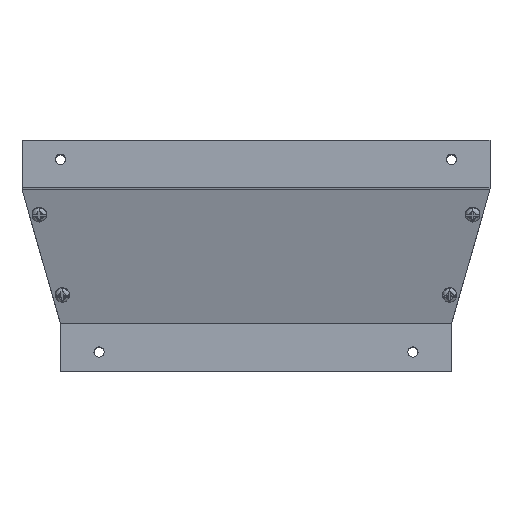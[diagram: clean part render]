
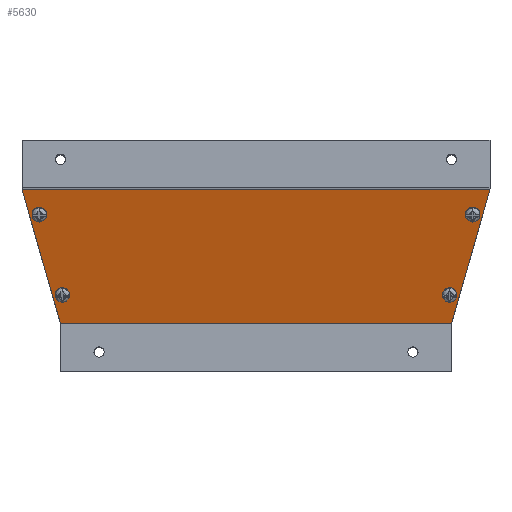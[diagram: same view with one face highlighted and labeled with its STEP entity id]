
A CAD part, top view. The second image highlights one B-rep face of the part: STEP entity #5630.
In plain terms, the highlighted planar face has unit normal (0, -0.275, 0.962).
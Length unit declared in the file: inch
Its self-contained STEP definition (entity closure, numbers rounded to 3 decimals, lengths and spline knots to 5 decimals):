
#65 = CIRCLE ( 'NONE', #7071, 0.125 ) ;
#185 = DIRECTION ( 'NONE',  ( 0., 0.275, -0.961 ) ) ;
#241 = VERTEX_POINT ( 'NONE', #8159 ) ;
#242 = EDGE_CURVE ( 'NONE', #544, #6528, #9028, .T. ) ;
#371 = LINE ( 'NONE', #13932, #12105 ) ;
#384 = AXIS2_PLACEMENT_3D ( 'NONE', #1541, #9311, #1407 ) ;
#402 = DIRECTION ( 'NONE',  ( 0., -0.961, -0.275 ) ) ;
#544 = VERTEX_POINT ( 'NONE', #9273 ) ;
#747 = CIRCLE ( 'NONE', #9151, 0.125 ) ;
#964 = CARTESIAN_POINT ( 'NONE',  ( -5.02696, -1.07201, 0.2852 ) ) ;
#1043 = ORIENTED_EDGE ( 'NONE', *, *, #6301, .T. ) ;
#1104 = AXIS2_PLACEMENT_3D ( 'NONE', #964, #8857, #13124 ) ;
#1407 = DIRECTION ( 'NONE',  ( 0., -0.961, -0.275 ) ) ;
#1447 = CIRCLE ( 'NONE', #5889, 0.125 ) ;
#1541 = CARTESIAN_POINT ( 'NONE',  ( -5.62454, 1.01357, 0.88165 ) ) ;
#2118 = EDGE_CURVE ( 'NONE', #12391, #3266, #1447, .T. ) ;
#2172 = EDGE_CURVE ( 'NONE', #10517, #241, #747, .T. ) ;
#2671 = VERTEX_POINT ( 'NONE', #7257 ) ;
#3232 = VECTOR ( 'NONE', #5144, 39.37008 ) ;
#3266 = VERTEX_POINT ( 'NONE', #4852 ) ;
#3427 = EDGE_CURVE ( 'NONE', #3811, #544, #10711, .T. ) ;
#3565 = CARTESIAN_POINT ( 'NONE',  ( 5.07407, -1.81262, 0.07339 ) ) ;
#3566 = DIRECTION ( 'NONE',  ( 0., -0.961, -0.275 ) ) ;
#3634 = ORIENTED_EDGE ( 'NONE', *, *, #7535, .T. ) ;
#3676 = VECTOR ( 'NONE', #10210, 39.37008 ) ;
#3691 = DIRECTION ( 'NONE',  ( 0., -0.961, -0.275 ) ) ;
#3811 = VERTEX_POINT ( 'NONE', #7880 ) ;
#3955 = CIRCLE ( 'NONE', #13776, 0.125 ) ;
#3969 = ORIENTED_EDGE ( 'NONE', *, *, #9499, .T. ) ;
#4005 = EDGE_LOOP ( 'NONE', ( #4721, #5707 ) ) ;
#4102 = CARTESIAN_POINT ( 'NONE',  ( 5.02696, -1.19219, 0.25082 ) ) ;
#4247 = CARTESIAN_POINT ( 'NONE',  ( 5.02696, -1.07201, 0.2852 ) ) ;
#4381 = DIRECTION ( 'NONE',  ( 0., -0.961, -0.275 ) ) ;
#4457 = EDGE_LOOP ( 'NONE', ( #11687, #7174 ) ) ;
#4513 = VERTEX_POINT ( 'NONE', #9830 ) ;
#4715 = CARTESIAN_POINT ( 'NONE',  ( 5.02696, -0.95183, 0.31957 ) ) ;
#4721 = ORIENTED_EDGE ( 'NONE', *, *, #4969, .T. ) ;
#4801 = CARTESIAN_POINT ( 'NONE',  ( -5.02696, -1.07201, 0.2852 ) ) ;
#4845 = DIRECTION ( 'NONE',  ( 0.266, -0.927, -0.265 ) ) ;
#4852 = CARTESIAN_POINT ( 'NONE',  ( 5.62454, 1.13375, 0.91602 ) ) ;
#4969 = EDGE_CURVE ( 'NONE', #2671, #6921, #3955, .T. ) ;
#5144 = DIRECTION ( 'NONE',  ( 1., 0., 0. ) ) ;
#5289 = DIRECTION ( 'NONE',  ( 0., -0.961, -0.275 ) ) ;
#5557 = CARTESIAN_POINT ( 'NONE',  ( -5.62454, 1.13375, 0.91602 ) ) ;
#5630 = ADVANCED_FACE ( 'NONE', ( #10282, #5884, #9239, #10354, #7998 ), #13723, .T. ) ;
#5707 = ORIENTED_EDGE ( 'NONE', *, *, #13475, .T. ) ;
#5884 = FACE_BOUND ( 'NONE', #4457, .T. ) ;
#5889 = AXIS2_PLACEMENT_3D ( 'NONE', #10297, #6839, #402 ) ;
#6301 = EDGE_CURVE ( 'NONE', #11840, #13644, #6957, .T. ) ;
#6448 = EDGE_LOOP ( 'NONE', ( #10667, #1043 ) ) ;
#6485 = LINE ( 'NONE', #10982, #3676 ) ;
#6528 = VERTEX_POINT ( 'NONE', #12460 ) ;
#6839 = DIRECTION ( 'NONE',  ( 0., 0.275, -0.961 ) ) ;
#6921 = VERTEX_POINT ( 'NONE', #5557 ) ;
#6957 = CIRCLE ( 'NONE', #13043, 0.125 ) ;
#6978 = CIRCLE ( 'NONE', #12836, 0.125 ) ;
#7071 = AXIS2_PLACEMENT_3D ( 'NONE', #7477, #7399, #5289 ) ;
#7174 = ORIENTED_EDGE ( 'NONE', *, *, #12065, .T. ) ;
#7180 = DIRECTION ( 'NONE',  ( 0., -0.275, 0.961 ) ) ;
#7257 = CARTESIAN_POINT ( 'NONE',  ( -5.62454, 0.89339, 0.84728 ) ) ;
#7399 = DIRECTION ( 'NONE',  ( 0., 0.275, -0.961 ) ) ;
#7411 = CIRCLE ( 'NONE', #1104, 0.125 ) ;
#7476 = CARTESIAN_POINT ( 'NONE',  ( 5.02696, -1.07201, 0.2852 ) ) ;
#7477 = CARTESIAN_POINT ( 'NONE',  ( 5.62454, 1.01357, 0.88165 ) ) ;
#7535 = EDGE_CURVE ( 'NONE', #4513, #3811, #371, .T. ) ;
#7594 = DIRECTION ( 'NONE',  ( 0., 0.275, -0.961 ) ) ;
#7736 = ORIENTED_EDGE ( 'NONE', *, *, #2172, .T. ) ;
#7783 = EDGE_LOOP ( 'NONE', ( #3969, #7736 ) ) ;
#7880 = CARTESIAN_POINT ( 'NONE',  ( -5.07407, -1.81262, 0.07339 ) ) ;
#7998 = FACE_BOUND ( 'NONE', #7783, .T. ) ;
#8000 = DIRECTION ( 'NONE',  ( 0., -0.961, -0.275 ) ) ;
#8014 = DIRECTION ( 'NONE',  ( 0.266, 0.927, 0.265 ) ) ;
#8087 = CARTESIAN_POINT ( 'NONE',  ( -5.02696, -0.95183, 0.31957 ) ) ;
#8159 = CARTESIAN_POINT ( 'NONE',  ( -5.02696, -1.19219, 0.25082 ) ) ;
#8688 = EDGE_CURVE ( 'NONE', #13644, #11840, #6978, .T. ) ;
#8755 = ORIENTED_EDGE ( 'NONE', *, *, #242, .T. ) ;
#8857 = DIRECTION ( 'NONE',  ( 0., 0.275, -0.961 ) ) ;
#9028 = LINE ( 'NONE', #3565, #9422 ) ;
#9096 = CARTESIAN_POINT ( 'NONE',  ( -5.62454, 1.01357, 0.88165 ) ) ;
#9151 = AXIS2_PLACEMENT_3D ( 'NONE', #4801, #185, #3566 ) ;
#9239 = FACE_BOUND ( 'NONE', #6448, .T. ) ;
#9273 = CARTESIAN_POINT ( 'NONE',  ( 5.07407, -1.81262, 0.07339 ) ) ;
#9311 = DIRECTION ( 'NONE',  ( 0., 0.275, -0.961 ) ) ;
#9422 = VECTOR ( 'NONE', #8014, 39.37008 ) ;
#9499 = EDGE_CURVE ( 'NONE', #241, #10517, #7411, .T. ) ;
#9687 = DIRECTION ( 'NONE',  ( 0., 0.275, -0.961 ) ) ;
#9830 = CARTESIAN_POINT ( 'NONE',  ( -6.06993, 1.663, 1.06738 ) ) ;
#10159 = EDGE_LOOP ( 'NONE', ( #11627, #8755, #13558, #3634 ) ) ;
#10210 = DIRECTION ( 'NONE',  ( -1., 0., 0. ) ) ;
#10282 = FACE_OUTER_BOUND ( 'NONE', #10159, .T. ) ;
#10297 = CARTESIAN_POINT ( 'NONE',  ( 5.62454, 1.01357, 0.88165 ) ) ;
#10354 = FACE_BOUND ( 'NONE', #4005, .T. ) ;
#10517 = VERTEX_POINT ( 'NONE', #8087 ) ;
#10667 = ORIENTED_EDGE ( 'NONE', *, *, #8688, .T. ) ;
#10679 = CIRCLE ( 'NONE', #384, 0.125 ) ;
#10711 = LINE ( 'NONE', #12028, #3232 ) ;
#10982 = CARTESIAN_POINT ( 'NONE',  ( 0., 1.663, 1.06738 ) ) ;
#11602 = CARTESIAN_POINT ( 'NONE',  ( 0., -3.02167, -0.27239 ) ) ;
#11627 = ORIENTED_EDGE ( 'NONE', *, *, #3427, .T. ) ;
#11687 = ORIENTED_EDGE ( 'NONE', *, *, #2118, .T. ) ;
#11816 = DIRECTION ( 'NONE',  ( 0., -0.961, -0.275 ) ) ;
#11840 = VERTEX_POINT ( 'NONE', #4715 ) ;
#12028 = CARTESIAN_POINT ( 'NONE',  ( 0., -1.81262, 0.07339 ) ) ;
#12065 = EDGE_CURVE ( 'NONE', #3266, #12391, #65, .T. ) ;
#12105 = VECTOR ( 'NONE', #4845, 39.37008 ) ;
#12391 = VERTEX_POINT ( 'NONE', #12737 ) ;
#12460 = CARTESIAN_POINT ( 'NONE',  ( 6.06993, 1.663, 1.06738 ) ) ;
#12737 = CARTESIAN_POINT ( 'NONE',  ( 5.62454, 0.89339, 0.84728 ) ) ;
#12836 = AXIS2_PLACEMENT_3D ( 'NONE', #4247, #7594, #4381 ) ;
#13043 = AXIS2_PLACEMENT_3D ( 'NONE', #7476, #9687, #11816 ) ;
#13124 = DIRECTION ( 'NONE',  ( 0., -0.961, -0.275 ) ) ;
#13475 = EDGE_CURVE ( 'NONE', #6921, #2671, #10679, .T. ) ;
#13558 = ORIENTED_EDGE ( 'NONE', *, *, #14352, .T. ) ;
#13580 = DIRECTION ( 'NONE',  ( 0., 0.275, -0.961 ) ) ;
#13644 = VERTEX_POINT ( 'NONE', #4102 ) ;
#13723 = PLANE ( 'NONE',  #13999 ) ;
#13776 = AXIS2_PLACEMENT_3D ( 'NONE', #9096, #13580, #8000 ) ;
#13932 = CARTESIAN_POINT ( 'NONE',  ( -6.06993, 1.663, 1.06738 ) ) ;
#13999 = AXIS2_PLACEMENT_3D ( 'NONE', #11602, #7180, #3691 ) ;
#14352 = EDGE_CURVE ( 'NONE', #6528, #4513, #6485, .T. ) ;
